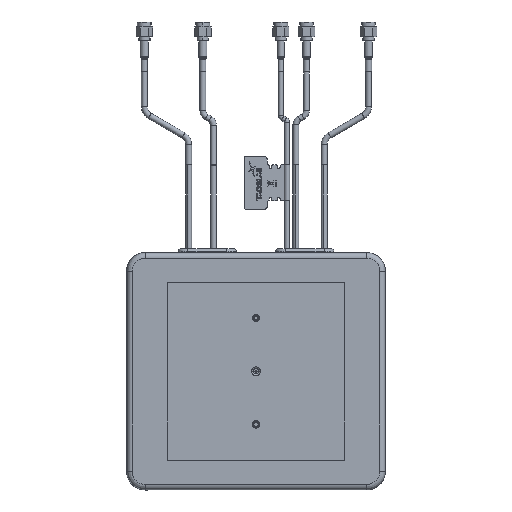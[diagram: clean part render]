
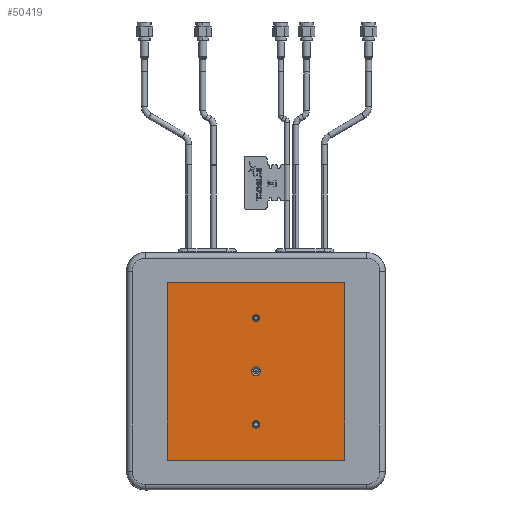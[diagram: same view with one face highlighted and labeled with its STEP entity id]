
A CAD part, front view. The second image highlights one B-rep face of the part: STEP entity #50419.
In plain terms, the highlighted planar face has unit normal (0, -1, 0).
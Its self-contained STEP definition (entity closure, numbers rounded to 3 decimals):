
#681 = EDGE_CURVE ( 'NONE', #2357, #24585, #52749, .T. ) ;
#1343 = CARTESIAN_POINT ( 'NONE',  ( -5.179, -11.132, 146.048 ) ) ;
#1370 = ORIENTED_EDGE ( 'NONE', *, *, #2927, .F. ) ;
#1459 = ORIENTED_EDGE ( 'NONE', *, *, #7115, .F. ) ;
#1653 = ORIENTED_EDGE ( 'NONE', *, *, #22463, .T. ) ;
#1958 = ORIENTED_EDGE ( 'NONE', *, *, #49898, .T. ) ;
#2357 = VERTEX_POINT ( 'NONE', #4788 ) ;
#2491 = CARTESIAN_POINT ( 'NONE',  ( -2.679, -11.132, 146.048 ) ) ;
#2678 = FACE_OUTER_BOUND ( 'NONE', #43016, .T. ) ;
#2788 = AXIS2_PLACEMENT_3D ( 'NONE', #21209, #25932, #59515 ) ;
#2811 = AXIS2_PLACEMENT_3D ( 'NONE', #24600, #19865, #15787 ) ;
#2927 = EDGE_CURVE ( 'NONE', #58264, #4387, #32905, .T. ) ;
#2966 = FACE_BOUND ( 'NONE', #39568, .T. ) ;
#3006 = DIRECTION ( 'NONE',  ( 0., -1., 0. ) ) ;
#4387 = VERTEX_POINT ( 'NONE', #31946 ) ;
#4788 = CARTESIAN_POINT ( 'NONE',  ( 47.521, -11.132, 196.248 ) ) ;
#5387 = ORIENTED_EDGE ( 'NONE', *, *, #13946, .T. ) ;
#6543 = VERTEX_POINT ( 'NONE', #1343 ) ;
#6588 = CIRCLE ( 'NONE', #40743, 2.5 ) ;
#6754 = FACE_BOUND ( 'NONE', #16716, .T. ) ;
#7115 = EDGE_CURVE ( 'NONE', #4387, #58264, #16290, .T. ) ;
#8255 = AXIS2_PLACEMENT_3D ( 'NONE', #31014, #3006, #26289 ) ;
#8717 = CARTESIAN_POINT ( 'NONE',  ( -4.779, -11.132, 176.048 ) ) ;
#9047 = LINE ( 'NONE', #19411, #44842 ) ;
#9819 = CARTESIAN_POINT ( 'NONE',  ( -52.879, -11.132, 196.248 ) ) ;
#10565 = DIRECTION ( 'NONE',  ( 0., 0., -1. ) ) ;
#10830 = DIRECTION ( 'NONE',  ( 1., 0., 0. ) ) ;
#11460 = CARTESIAN_POINT ( 'NONE',  ( -52.879, -11.132, 196.248 ) ) ;
#11595 = DIRECTION ( 'NONE',  ( 1., 0., 0. ) ) ;
#13508 = ORIENTED_EDGE ( 'NONE', *, *, #33391, .F. ) ;
#13946 = EDGE_CURVE ( 'NONE', #24585, #53297, #29451, .T. ) ;
#15787 = DIRECTION ( 'NONE',  ( 1., 0., 0. ) ) ;
#16178 = VECTOR ( 'NONE', #24607, 1000. ) ;
#16290 = CIRCLE ( 'NONE', #8255, 2.1 ) ;
#16716 = EDGE_LOOP ( 'NONE', ( #1459, #1370 ) ) ;
#18487 = DIRECTION ( 'NONE',  ( 1., 0., 0. ) ) ;
#19411 = CARTESIAN_POINT ( 'NONE',  ( -52.879, -11.132, 95.848 ) ) ;
#19865 = DIRECTION ( 'NONE',  ( 0., -1., 0. ) ) ;
#20558 = VERTEX_POINT ( 'NONE', #50496 ) ;
#21209 = CARTESIAN_POINT ( 'NONE',  ( -2.679, -11.132, 146.048 ) ) ;
#22400 = AXIS2_PLACEMENT_3D ( 'NONE', #34893, #39613, #48982 ) ;
#22463 = EDGE_CURVE ( 'NONE', #30127, #2357, #40367, .T. ) ;
#23058 = VECTOR ( 'NONE', #59484, 1000. ) ;
#23953 = DIRECTION ( 'NONE',  ( 1., 0., 0. ) ) ;
#24585 = VERTEX_POINT ( 'NONE', #11460 ) ;
#24600 = CARTESIAN_POINT ( 'NONE',  ( -2.679, -11.132, 176.048 ) ) ;
#24607 = DIRECTION ( 'NONE',  ( -1., 0., 0. ) ) ;
#25625 = CARTESIAN_POINT ( 'NONE',  ( -2.679, -11.132, 146.048 ) ) ;
#25932 = DIRECTION ( 'NONE',  ( 0., -1., 0. ) ) ;
#26289 = DIRECTION ( 'NONE',  ( 1., 0., 0. ) ) ;
#27632 = EDGE_CURVE ( 'NONE', #38468, #20558, #59381, .T. ) ;
#28367 = VERTEX_POINT ( 'NONE', #42563 ) ;
#28984 = CARTESIAN_POINT ( 'NONE',  ( -2.679, -11.132, 116.048 ) ) ;
#29258 = CARTESIAN_POINT ( 'NONE',  ( 47.521, -11.132, 95.848 ) ) ;
#29342 = AXIS2_PLACEMENT_3D ( 'NONE', #28984, #52437, #23953 ) ;
#29451 = LINE ( 'NONE', #58597, #56181 ) ;
#30127 = VERTEX_POINT ( 'NONE', #29258 ) ;
#31014 = CARTESIAN_POINT ( 'NONE',  ( -2.679, -11.132, 176.048 ) ) ;
#31946 = CARTESIAN_POINT ( 'NONE',  ( -0.579, -11.132, 176.048 ) ) ;
#32082 = ORIENTED_EDGE ( 'NONE', *, *, #681, .T. ) ;
#32905 = CIRCLE ( 'NONE', #2811, 2.1 ) ;
#33391 = EDGE_CURVE ( 'NONE', #6543, #28367, #45607, .T. ) ;
#34750 = EDGE_CURVE ( 'NONE', #28367, #6543, #6588, .T. ) ;
#34893 = CARTESIAN_POINT ( 'NONE',  ( -2.679, -11.132, 116.048 ) ) ;
#35457 = CARTESIAN_POINT ( 'NONE',  ( -52.879, -11.132, 95.848 ) ) ;
#35514 = CARTESIAN_POINT ( 'NONE',  ( -0.579, -11.132, 116.048 ) ) ;
#38468 = VERTEX_POINT ( 'NONE', #35514 ) ;
#39439 = CARTESIAN_POINT ( 'NONE',  ( 47.521, -11.132, 196.248 ) ) ;
#39568 = EDGE_LOOP ( 'NONE', ( #50479, #13508 ) ) ;
#39613 = DIRECTION ( 'NONE',  ( 0., -1., 0. ) ) ;
#39775 = DIRECTION ( 'NONE',  ( 0., -1., 0. ) ) ;
#40367 = LINE ( 'NONE', #39439, #23058 ) ;
#40701 = FACE_BOUND ( 'NONE', #52028, .T. ) ;
#40743 = AXIS2_PLACEMENT_3D ( 'NONE', #25625, #39775, #10830 ) ;
#41316 = PLANE ( 'NONE',  #2788 ) ;
#42563 = CARTESIAN_POINT ( 'NONE',  ( -0.179, -11.132, 146.048 ) ) ;
#43016 = EDGE_LOOP ( 'NONE', ( #5387, #1958, #1653, #32082 ) ) ;
#44324 = ORIENTED_EDGE ( 'NONE', *, *, #45699, .F. ) ;
#44445 = CIRCLE ( 'NONE', #22400, 2.1 ) ;
#44842 = VECTOR ( 'NONE', #18487, 1000. ) ;
#45438 = ORIENTED_EDGE ( 'NONE', *, *, #27632, .F. ) ;
#45607 = CIRCLE ( 'NONE', #54552, 2.5 ) ;
#45699 = EDGE_CURVE ( 'NONE', #20558, #38468, #44445, .T. ) ;
#48982 = DIRECTION ( 'NONE',  ( 1., 0., 0. ) ) ;
#49898 = EDGE_CURVE ( 'NONE', #53297, #30127, #9047, .T. ) ;
#50419 = ADVANCED_FACE ( 'NONE', ( #2966, #6754, #40701, #2678 ), #41316, .T. ) ;
#50479 = ORIENTED_EDGE ( 'NONE', *, *, #34750, .F. ) ;
#50496 = CARTESIAN_POINT ( 'NONE',  ( -4.779, -11.132, 116.048 ) ) ;
#52028 = EDGE_LOOP ( 'NONE', ( #45438, #44324 ) ) ;
#52437 = DIRECTION ( 'NONE',  ( 0., -1., 0. ) ) ;
#52749 = LINE ( 'NONE', #9819, #16178 ) ;
#53297 = VERTEX_POINT ( 'NONE', #35457 ) ;
#54552 = AXIS2_PLACEMENT_3D ( 'NONE', #2491, #58688, #11595 ) ;
#56181 = VECTOR ( 'NONE', #10565, 1000. ) ;
#58264 = VERTEX_POINT ( 'NONE', #8717 ) ;
#58597 = CARTESIAN_POINT ( 'NONE',  ( -52.879, -11.132, 196.248 ) ) ;
#58688 = DIRECTION ( 'NONE',  ( 0., -1., 0. ) ) ;
#59381 = CIRCLE ( 'NONE', #29342, 2.1 ) ;
#59484 = DIRECTION ( 'NONE',  ( 0., 0., 1. ) ) ;
#59515 = DIRECTION ( 'NONE',  ( 1., 0., 0. ) ) ;
